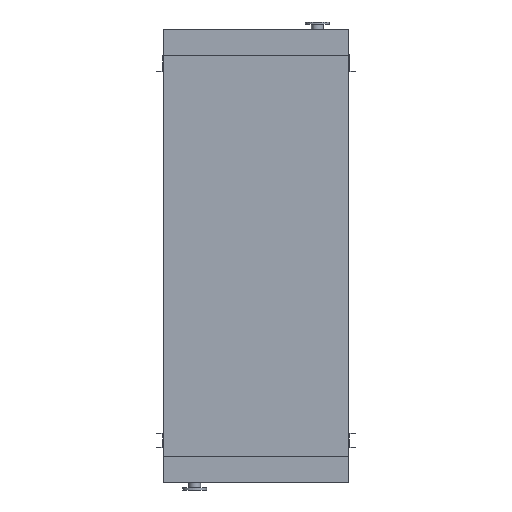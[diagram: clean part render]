
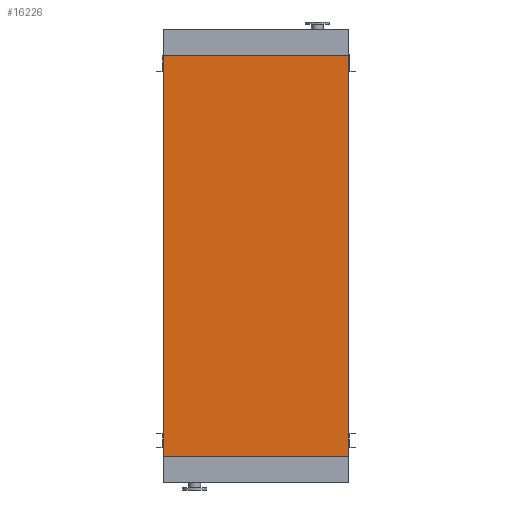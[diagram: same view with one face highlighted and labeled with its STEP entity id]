
A CAD part, front view. The second image highlights one B-rep face of the part: STEP entity #16226.
In plain terms, the highlighted planar face has unit normal (0, -1, 0).
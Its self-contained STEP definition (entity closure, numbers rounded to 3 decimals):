
#31 = CARTESIAN_POINT ( 'NONE',  ( 845., 0., -3650. ) ) ;
#343 = EDGE_CURVE ( 'NONE', #2299, #7728, #14188, .T. ) ;
#880 = CARTESIAN_POINT ( 'NONE',  ( -845., 0., 0. ) ) ;
#1006 = CARTESIAN_POINT ( 'NONE',  ( 845., 0., -3650. ) ) ;
#1177 = EDGE_CURVE ( 'NONE', #5376, #12272, #15260, .T. ) ;
#2012 = CARTESIAN_POINT ( 'NONE',  ( -845., 0., -3650. ) ) ;
#2299 = VERTEX_POINT ( 'NONE', #14346 ) ;
#2415 = LINE ( 'NONE', #6195, #7478 ) ;
#3267 = DIRECTION ( 'NONE',  ( 0., -1., 0. ) ) ;
#3841 = DIRECTION ( 'NONE',  ( 1., 0., 0. ) ) ;
#4975 = EDGE_LOOP ( 'NONE', ( #16370, #11427, #14857, #11461 ) ) ;
#5376 = VERTEX_POINT ( 'NONE', #880 ) ;
#6195 = CARTESIAN_POINT ( 'NONE',  ( -845., 0., -3650. ) ) ;
#7128 = DIRECTION ( 'NONE',  ( 0., 0., -1. ) ) ;
#7478 = VECTOR ( 'NONE', #8684, 1000. ) ;
#7728 = VERTEX_POINT ( 'NONE', #1006 ) ;
#8684 = DIRECTION ( 'NONE',  ( 0., 0., 1. ) ) ;
#8742 = CARTESIAN_POINT ( 'NONE',  ( 845., 0., 0. ) ) ;
#9083 = VECTOR ( 'NONE', #12561, 1000. ) ;
#9616 = FACE_OUTER_BOUND ( 'NONE', #4975, .T. ) ;
#10134 = LINE ( 'NONE', #31, #9083 ) ;
#11427 = ORIENTED_EDGE ( 'NONE', *, *, #12903, .F. ) ;
#11461 = ORIENTED_EDGE ( 'NONE', *, *, #14019, .T. ) ;
#11520 = CARTESIAN_POINT ( 'NONE',  ( -845., 0., 0. ) ) ;
#11585 = VECTOR ( 'NONE', #3841, 1000. ) ;
#12272 = VERTEX_POINT ( 'NONE', #8742 ) ;
#12561 = DIRECTION ( 'NONE',  ( 0., 0., 1. ) ) ;
#12823 = VECTOR ( 'NONE', #12862, 1000. ) ;
#12862 = DIRECTION ( 'NONE',  ( 1., 0., 0. ) ) ;
#12903 = EDGE_CURVE ( 'NONE', #2299, #5376, #2415, .T. ) ;
#14019 = EDGE_CURVE ( 'NONE', #7728, #12272, #10134, .T. ) ;
#14188 = LINE ( 'NONE', #15271, #12823 ) ;
#14346 = CARTESIAN_POINT ( 'NONE',  ( -845., 0., -3650. ) ) ;
#14690 = PLANE ( 'NONE',  #15104 ) ;
#14857 = ORIENTED_EDGE ( 'NONE', *, *, #343, .T. ) ;
#15104 = AXIS2_PLACEMENT_3D ( 'NONE', #2012, #3267, #7128 ) ;
#15260 = LINE ( 'NONE', #11520, #11585 ) ;
#15271 = CARTESIAN_POINT ( 'NONE',  ( -845., 0., -3650. ) ) ;
#16226 = ADVANCED_FACE ( 'NONE', ( #9616 ), #14690, .T. ) ;
#16370 = ORIENTED_EDGE ( 'NONE', *, *, #1177, .F. ) ;
